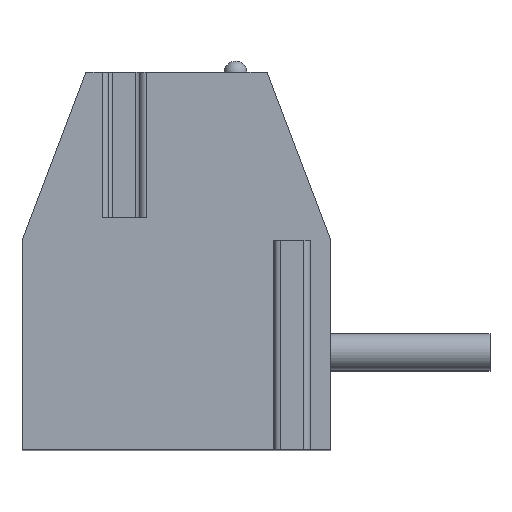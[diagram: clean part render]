
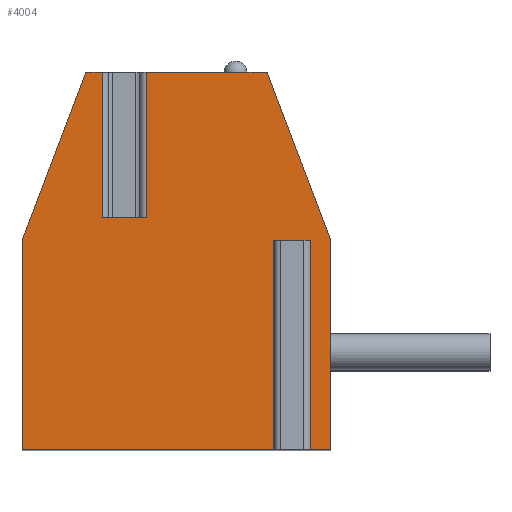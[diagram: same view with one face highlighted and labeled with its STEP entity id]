
A CAD part, top view. The second image highlights one B-rep face of the part: STEP entity #4004.
In plain terms, the highlighted planar face has unit normal (0, 0, 1).
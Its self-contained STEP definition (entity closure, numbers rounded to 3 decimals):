
#13=DIRECTION('',(0.,1.,0.));
#14=VECTOR('',#13,3.2);
#15=CARTESIAN_POINT('',(-1.636,1.,17.145));
#16=LINE('',#15,#14);
#17=DIRECTION('',(1.,0.,0.));
#18=VECTOR('',#17,0.972);
#19=CARTESIAN_POINT('',(-1.636,1.,17.145));
#20=LINE('',#19,#18);
#21=DIRECTION('',(0.,1.,0.));
#22=VECTOR('',#21,3.2);
#23=CARTESIAN_POINT('',(-0.664,1.,17.145));
#24=LINE('',#23,#22);
#25=DIRECTION('',(-1.,0.,0.));
#26=VECTOR('',#25,2.659);
#27=CARTESIAN_POINT('',(1.995,4.2,17.145));
#28=LINE('',#27,#26);
#29=DIRECTION('',(-0.355,0.935,0.));
#30=VECTOR('',#29,3.958);
#31=CARTESIAN_POINT('',(3.4,0.5,17.145));
#32=LINE('',#31,#30);
#33=DIRECTION('',(0.,1.,0.));
#34=VECTOR('',#33,4.6);
#35=CARTESIAN_POINT('',(3.4,-4.1,17.145));
#36=LINE('',#35,#34);
#37=DIRECTION('',(1.,0.,0.));
#38=VECTOR('',#37,0.625);
#39=CARTESIAN_POINT('',(2.775,-4.1,17.145));
#40=LINE('',#39,#38);
#41=DIRECTION('',(0.,1.,0.));
#42=VECTOR('',#41,4.6);
#43=CARTESIAN_POINT('',(2.775,-4.1,17.145));
#44=LINE('',#43,#42);
#45=DIRECTION('',(-1.,0.,0.));
#46=VECTOR('',#45,0.45);
#47=CARTESIAN_POINT('',(2.775,0.5,17.145));
#48=LINE('',#47,#46);
#49=DIRECTION('',(0.,1.,0.));
#50=VECTOR('',#49,4.6);
#51=CARTESIAN_POINT('',(2.325,-4.1,17.145));
#52=LINE('',#51,#50);
#53=DIRECTION('',(1.,0.,0.));
#54=VECTOR('',#53,5.725);
#55=CARTESIAN_POINT('',(-3.4,-4.1,17.145));
#56=LINE('',#55,#54);
#57=DIRECTION('',(0.,-1.,0.));
#58=VECTOR('',#57,4.6);
#59=CARTESIAN_POINT('',(-3.4,0.5,17.145));
#60=LINE('',#59,#58);
#61=DIRECTION('',(-0.355,-0.935,0.));
#62=VECTOR('',#61,3.958);
#63=CARTESIAN_POINT('',(-1.995,4.2,17.145));
#64=LINE('',#63,#62);
#65=DIRECTION('',(-1.,0.,0.));
#66=VECTOR('',#65,0.359);
#67=CARTESIAN_POINT('',(-1.636,4.2,17.145));
#68=LINE('',#67,#66);
#3145=CARTESIAN_POINT('',(-1.995,4.2,17.145));
#3146=CARTESIAN_POINT('',(-3.4,0.5,17.145));
#3147=VERTEX_POINT('',#3145);
#3148=VERTEX_POINT('',#3146);
#3149=CARTESIAN_POINT('',(-3.4,-4.1,17.145));
#3150=VERTEX_POINT('',#3149);
#3151=CARTESIAN_POINT('',(3.4,-4.1,17.145));
#3152=CARTESIAN_POINT('',(3.4,0.5,17.145));
#3153=VERTEX_POINT('',#3151);
#3154=VERTEX_POINT('',#3152);
#3155=CARTESIAN_POINT('',(1.995,4.2,17.145));
#3156=VERTEX_POINT('',#3155);
#3193=CARTESIAN_POINT('',(2.775,0.5,17.145));
#3194=CARTESIAN_POINT('',(2.325,0.5,17.145));
#3195=VERTEX_POINT('',#3193);
#3196=VERTEX_POINT('',#3194);
#3197=CARTESIAN_POINT('',(2.325,-4.1,17.145));
#3198=VERTEX_POINT('',#3197);
#3199=CARTESIAN_POINT('',(2.775,-4.1,17.145));
#3200=VERTEX_POINT('',#3199);
#3261=CARTESIAN_POINT('',(-1.636,1.,17.145));
#3262=CARTESIAN_POINT('',(-1.636,4.2,17.145));
#3263=VERTEX_POINT('',#3261);
#3264=VERTEX_POINT('',#3262);
#3265=CARTESIAN_POINT('',(-0.664,1.,17.145));
#3266=CARTESIAN_POINT('',(-0.664,4.2,17.145));
#3267=VERTEX_POINT('',#3265);
#3268=VERTEX_POINT('',#3266);
#3969=CARTESIAN_POINT('',(0.,0.,17.145));
#3970=DIRECTION('',(0.,0.,1.));
#3971=DIRECTION('',(1.,0.,0.));
#3972=AXIS2_PLACEMENT_3D('',#3969,#3970,#3971);
#3973=PLANE('',#3972);
#3975=ORIENTED_EDGE('',*,*,#3974,.F.);
#3977=ORIENTED_EDGE('',*,*,#3976,.T.);
#3979=ORIENTED_EDGE('',*,*,#3978,.T.);
#3981=ORIENTED_EDGE('',*,*,#3980,.F.);
#3983=ORIENTED_EDGE('',*,*,#3982,.F.);
#3985=ORIENTED_EDGE('',*,*,#3984,.F.);
#3987=ORIENTED_EDGE('',*,*,#3986,.F.);
#3989=ORIENTED_EDGE('',*,*,#3988,.T.);
#3991=ORIENTED_EDGE('',*,*,#3990,.T.);
#3993=ORIENTED_EDGE('',*,*,#3992,.F.);
#3995=ORIENTED_EDGE('',*,*,#3994,.F.);
#3997=ORIENTED_EDGE('',*,*,#3996,.F.);
#3999=ORIENTED_EDGE('',*,*,#3998,.F.);
#4001=ORIENTED_EDGE('',*,*,#4000,.F.);
#4002=EDGE_LOOP('',(#3975,#3977,#3979,#3981,#3983,#3985,#3987,#3989,#3991,#3993,
#3995,#3997,#3999,#4001));
#4003=FACE_OUTER_BOUND('',#4002,.F.);
#3974=EDGE_CURVE('',#3263,#3264,#16,.T.);
#3976=EDGE_CURVE('',#3263,#3267,#20,.T.);
#3978=EDGE_CURVE('',#3267,#3268,#24,.T.);
#3980=EDGE_CURVE('',#3156,#3268,#28,.T.);
#3982=EDGE_CURVE('',#3154,#3156,#32,.T.);
#3984=EDGE_CURVE('',#3153,#3154,#36,.T.);
#3986=EDGE_CURVE('',#3200,#3153,#40,.T.);
#3988=EDGE_CURVE('',#3200,#3195,#44,.T.);
#3990=EDGE_CURVE('',#3195,#3196,#48,.T.);
#3992=EDGE_CURVE('',#3198,#3196,#52,.T.);
#3994=EDGE_CURVE('',#3150,#3198,#56,.T.);
#3996=EDGE_CURVE('',#3148,#3150,#60,.T.);
#3998=EDGE_CURVE('',#3147,#3148,#64,.T.);
#4000=EDGE_CURVE('',#3264,#3147,#68,.T.);
#4004=ADVANCED_FACE('',(#4003),#3973,.T.);
